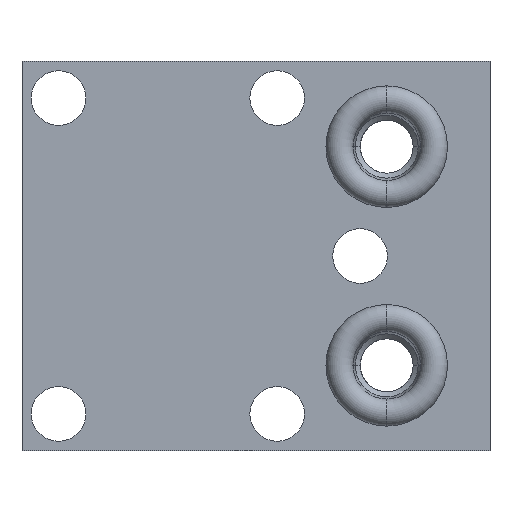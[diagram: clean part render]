
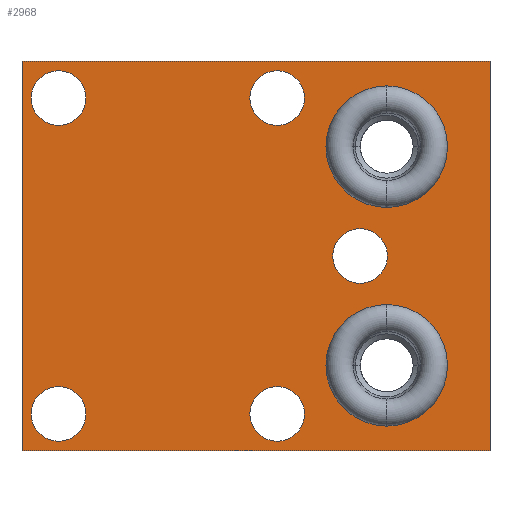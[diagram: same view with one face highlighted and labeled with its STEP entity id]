
A CAD part, left-side view. The second image highlights one B-rep face of the part: STEP entity #2968.
In plain terms, the highlighted planar face has unit normal (-1, 0, 0).
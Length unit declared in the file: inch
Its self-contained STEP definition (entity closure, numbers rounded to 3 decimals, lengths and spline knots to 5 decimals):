
#920=DIRECTION('',(0.,-1.,0.));
#921=VECTOR('',#920,2.406);
#922=CARTESIAN_POINT('',(-1.25,0.75,1.));
#923=LINE('',#922,#921);
#927=DIRECTION('',(0.,0.,-1.));
#928=VECTOR('',#927,2.);
#929=CARTESIAN_POINT('',(-1.25,-1.656,1.));
#930=LINE('',#929,#928);
#934=DIRECTION('',(0.,1.,0.));
#935=VECTOR('',#934,2.406);
#936=CARTESIAN_POINT('',(-1.25,-1.656,-1.));
#937=LINE('',#936,#935);
#941=DIRECTION('',(0.,0.,1.));
#942=VECTOR('',#941,2.);
#943=CARTESIAN_POINT('',(-1.25,0.75,-1.));
#944=LINE('',#943,#942);
#948=CARTESIAN_POINT('',(-1.25,0.562,0.812));
#949=DIRECTION('',(-1.,0.,0.));
#950=DIRECTION('',(0.,-1.,0.));
#951=AXIS2_PLACEMENT_3D('',#948,#949,#950);
#956=CARTESIAN_POINT('',(-1.25,0.562,0.812));
#957=DIRECTION('',(-1.,0.,0.));
#958=DIRECTION('',(0.,1.,0.));
#959=AXIS2_PLACEMENT_3D('',#956,#957,#958);
#964=CARTESIAN_POINT('',(-1.25,0.562,-0.812));
#965=DIRECTION('',(-1.,0.,0.));
#966=DIRECTION('',(0.,-1.,0.));
#967=AXIS2_PLACEMENT_3D('',#964,#965,#966);
#972=CARTESIAN_POINT('',(-1.25,0.562,-0.812));
#973=DIRECTION('',(-1.,0.,0.));
#974=DIRECTION('',(0.,1.,0.));
#975=AXIS2_PLACEMENT_3D('',#972,#973,#974);
#980=CARTESIAN_POINT('',(-1.25,-0.562,0.812));
#981=DIRECTION('',(-1.,0.,0.));
#982=DIRECTION('',(0.,-1.,0.));
#983=AXIS2_PLACEMENT_3D('',#980,#981,#982);
#988=CARTESIAN_POINT('',(-1.25,-0.562,0.812));
#989=DIRECTION('',(-1.,0.,0.));
#990=DIRECTION('',(0.,1.,0.));
#991=AXIS2_PLACEMENT_3D('',#988,#989,#990);
#996=CARTESIAN_POINT('',(-1.25,-0.562,-0.812));
#997=DIRECTION('',(-1.,0.,0.));
#998=DIRECTION('',(0.,-1.,0.));
#999=AXIS2_PLACEMENT_3D('',#996,#997,#998);
#1004=CARTESIAN_POINT('',(-1.25,-0.562,-0.812));
#1005=DIRECTION('',(-1.,0.,0.));
#1006=DIRECTION('',(0.,1.,0.));
#1007=AXIS2_PLACEMENT_3D('',#1004,#1005,#1006);
#1012=CARTESIAN_POINT('',(-1.25,-0.988,0.));
#1013=DIRECTION('',(-1.,0.,0.));
#1014=DIRECTION('',(0.,-1.,0.));
#1015=AXIS2_PLACEMENT_3D('',#1012,#1013,#1014);
#1020=CARTESIAN_POINT('',(-1.25,-0.988,0.));
#1021=DIRECTION('',(-1.,0.,0.));
#1022=DIRECTION('',(0.,1.,0.));
#1023=AXIS2_PLACEMENT_3D('',#1020,#1021,#1022);
#1028=CARTESIAN_POINT('',(-1.25,-1.125,0.562));
#1029=DIRECTION('',(1.,0.,0.));
#1030=DIRECTION('',(0.,1.,0.));
#1031=AXIS2_PLACEMENT_3D('',#1028,#1029,#1030);
#1036=CARTESIAN_POINT('',(-1.25,-1.125,0.562));
#1037=DIRECTION('',(1.,0.,0.));
#1038=DIRECTION('',(0.,-1.,0.));
#1039=AXIS2_PLACEMENT_3D('',#1036,#1037,#1038);
#1044=CARTESIAN_POINT('',(-1.25,-1.125,-0.562));
#1045=DIRECTION('',(1.,0.,0.));
#1046=DIRECTION('',(0.,1.,0.));
#1047=AXIS2_PLACEMENT_3D('',#1044,#1045,#1046);
#1052=CARTESIAN_POINT('',(-1.25,-1.125,-0.562));
#1053=DIRECTION('',(1.,0.,0.));
#1054=DIRECTION('',(0.,-1.,0.));
#1055=AXIS2_PLACEMENT_3D('',#1052,#1053,#1054);
#1942=CARTESIAN_POINT('',(-1.25,0.75,1.));
#1943=CARTESIAN_POINT('',(-1.25,-1.656,1.));
#1944=VERTEX_POINT('',#1942);
#1945=VERTEX_POINT('',#1943);
#1946=CARTESIAN_POINT('',(-1.25,-1.656,-1.));
#1947=VERTEX_POINT('',#1946);
#1948=CARTESIAN_POINT('',(-1.25,0.75,-1.));
#1949=VERTEX_POINT('',#1948);
#1970=CARTESIAN_POINT('',(-1.25,0.4215,0.812));
#1971=CARTESIAN_POINT('',(-1.25,0.7025,0.812));
#1972=VERTEX_POINT('',#1970);
#1973=VERTEX_POINT('',#1971);
#1982=CARTESIAN_POINT('',(-1.25,-0.8125,0.562));
#1983=CARTESIAN_POINT('',(-1.25,-1.4375,0.562));
#1984=VERTEX_POINT('',#1982);
#1985=VERTEX_POINT('',#1983);
#2002=CARTESIAN_POINT('',(-1.25,-0.8125,-0.562));
#2003=CARTESIAN_POINT('',(-1.25,-1.4375,-0.562));
#2004=VERTEX_POINT('',#2002);
#2005=VERTEX_POINT('',#2003);
#2128=CARTESIAN_POINT('',(-1.25,0.4215,-0.812));
#2129=CARTESIAN_POINT('',(-1.25,0.7025,-0.812));
#2130=VERTEX_POINT('',#2128);
#2131=VERTEX_POINT('',#2129);
#2136=CARTESIAN_POINT('',(-1.25,-0.7025,0.812));
#2137=CARTESIAN_POINT('',(-1.25,-0.4215,0.812));
#2138=VERTEX_POINT('',#2136);
#2139=VERTEX_POINT('',#2137);
#2144=CARTESIAN_POINT('',(-1.25,-0.7025,-0.812));
#2145=CARTESIAN_POINT('',(-1.25,-0.4215,-0.812));
#2146=VERTEX_POINT('',#2144);
#2147=VERTEX_POINT('',#2145);
#2152=CARTESIAN_POINT('',(-1.25,-1.1285,0.));
#2153=CARTESIAN_POINT('',(-1.25,-0.8475,0.));
#2154=VERTEX_POINT('',#2152);
#2155=VERTEX_POINT('',#2153);
#2913=CARTESIAN_POINT('',(-1.25,0.,0.));
#2914=DIRECTION('',(1.,0.,0.));
#2915=DIRECTION('',(0.,0.,-1.));
#2916=AXIS2_PLACEMENT_3D('',#2913,#2914,#2915);
#2917=PLANE('',#2916);
#2918=ORIENTED_EDGE('',*,*,#2906,.T.);
#2919=ORIENTED_EDGE('',*,*,#2350,.T.);
#2921=ORIENTED_EDGE('',*,*,#2920,.T.);
#2923=ORIENTED_EDGE('',*,*,#2922,.T.);
#2924=EDGE_LOOP('',(#2918,#2919,#2921,#2923));
#2925=FACE_OUTER_BOUND('',#2924,.F.);
#2927=ORIENTED_EDGE('',*,*,#2926,.T.);
#2929=ORIENTED_EDGE('',*,*,#2928,.T.);
#2930=EDGE_LOOP('',(#2927,#2929));
#2931=FACE_BOUND('',#2930,.F.);
#2933=ORIENTED_EDGE('',*,*,#2932,.T.);
#2935=ORIENTED_EDGE('',*,*,#2934,.T.);
#2936=EDGE_LOOP('',(#2933,#2935));
#2937=FACE_BOUND('',#2936,.F.);
#2939=ORIENTED_EDGE('',*,*,#2938,.T.);
#2941=ORIENTED_EDGE('',*,*,#2940,.T.);
#2942=EDGE_LOOP('',(#2939,#2941));
#2943=FACE_BOUND('',#2942,.F.);
#2945=ORIENTED_EDGE('',*,*,#2944,.T.);
#2947=ORIENTED_EDGE('',*,*,#2946,.T.);
#2948=EDGE_LOOP('',(#2945,#2947));
#2949=FACE_BOUND('',#2948,.F.);
#2951=ORIENTED_EDGE('',*,*,#2950,.T.);
#2953=ORIENTED_EDGE('',*,*,#2952,.T.);
#2954=EDGE_LOOP('',(#2951,#2953));
#2955=FACE_BOUND('',#2954,.F.);
#2957=ORIENTED_EDGE('',*,*,#2956,.F.);
#2959=ORIENTED_EDGE('',*,*,#2958,.F.);
#2960=EDGE_LOOP('',(#2957,#2959));
#2961=FACE_BOUND('',#2960,.F.);
#2963=ORIENTED_EDGE('',*,*,#2962,.F.);
#2965=ORIENTED_EDGE('',*,*,#2964,.F.);
#2966=EDGE_LOOP('',(#2963,#2965));
#2967=FACE_BOUND('',#2966,.F.);
#952=CIRCLE('',#951,0.1405);
#960=CIRCLE('',#959,0.1405);
#968=CIRCLE('',#967,0.1405);
#976=CIRCLE('',#975,0.1405);
#984=CIRCLE('',#983,0.1405);
#992=CIRCLE('',#991,0.1405);
#1000=CIRCLE('',#999,0.1405);
#1008=CIRCLE('',#1007,0.1405);
#1016=CIRCLE('',#1015,0.1405);
#1024=CIRCLE('',#1023,0.1405);
#1032=CIRCLE('',#1031,0.3125);
#1040=CIRCLE('',#1039,0.3125);
#1048=CIRCLE('',#1047,0.3125);
#1056=CIRCLE('',#1055,0.3125);
#2350=EDGE_CURVE('',#1945,#1947,#930,.T.);
#2906=EDGE_CURVE('',#1944,#1945,#923,.T.);
#2920=EDGE_CURVE('',#1947,#1949,#937,.T.);
#2922=EDGE_CURVE('',#1949,#1944,#944,.T.);
#2926=EDGE_CURVE('',#1972,#1973,#952,.T.);
#2928=EDGE_CURVE('',#1973,#1972,#960,.T.);
#2932=EDGE_CURVE('',#2130,#2131,#968,.T.);
#2934=EDGE_CURVE('',#2131,#2130,#976,.T.);
#2938=EDGE_CURVE('',#2138,#2139,#984,.T.);
#2940=EDGE_CURVE('',#2139,#2138,#992,.T.);
#2944=EDGE_CURVE('',#2146,#2147,#1000,.T.);
#2946=EDGE_CURVE('',#2147,#2146,#1008,.T.);
#2950=EDGE_CURVE('',#2154,#2155,#1016,.T.);
#2952=EDGE_CURVE('',#2155,#2154,#1024,.T.);
#2956=EDGE_CURVE('',#1984,#1985,#1032,.T.);
#2958=EDGE_CURVE('',#1985,#1984,#1040,.T.);
#2962=EDGE_CURVE('',#2004,#2005,#1048,.T.);
#2964=EDGE_CURVE('',#2005,#2004,#1056,.T.);
#2968=ADVANCED_FACE('',(#2925,#2931,#2937,#2943,#2949,#2955,#2961,#2967),#2917,
.F.);
